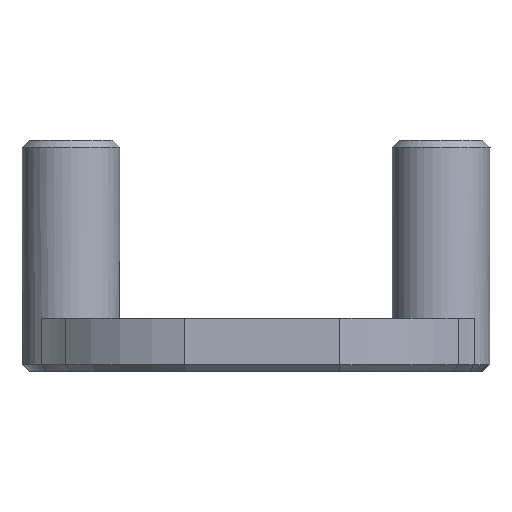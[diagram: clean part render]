
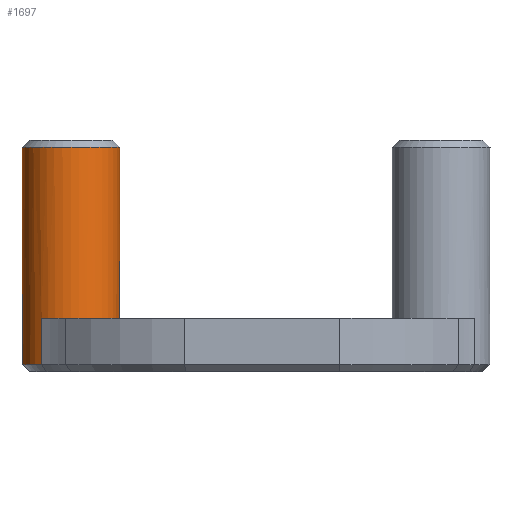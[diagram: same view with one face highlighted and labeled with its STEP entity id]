
A CAD part, left-side view. The second image highlights one B-rep face of the part: STEP entity #1697.
In plain terms, the highlighted cylindrical face has radius 2.75 mm (diameter 5.5 mm), a full revolution.
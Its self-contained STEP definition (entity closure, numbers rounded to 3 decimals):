
#34=CYLINDRICAL_SURFACE('',#1902,2.75);
#125=CIRCLE('',#1836,2.75);
#126=CIRCLE('',#1837,2.75);
#145=CIRCLE('',#1870,2.75);
#158=CIRCLE('',#1903,2.75);
#281=FACE_OUTER_BOUND('',#397,.T.);
#397=EDGE_LOOP('',(#1413,#1414,#1415,#1416,#1417,#1418,#1419,#1420));
#542=LINE('',#2931,#668);
#543=LINE('',#2935,#669);
#544=LINE('',#2936,#670);
#668=VECTOR('',#2366,10.);
#669=VECTOR('',#2371,2.75);
#670=VECTOR('',#2372,10.);
#784=VERTEX_POINT('',#2775);
#785=VERTEX_POINT('',#2777);
#786=VERTEX_POINT('',#2779);
#814=VERTEX_POINT('',#2871);
#815=VERTEX_POINT('',#2873);
#824=VERTEX_POINT('',#2933);
#959=EDGE_CURVE('',#785,#784,#125,.T.);
#960=EDGE_CURVE('',#786,#785,#126,.T.);
#1006=EDGE_CURVE('',#815,#814,#145,.T.);
#1035=EDGE_CURVE('',#814,#784,#542,.T.);
#1036=EDGE_CURVE('',#824,#824,#158,.T.);
#1037=EDGE_CURVE('',#824,#785,#543,.T.);
#1038=EDGE_CURVE('',#786,#815,#544,.T.);
#1413=ORIENTED_EDGE('',*,*,#1036,.F.);
#1414=ORIENTED_EDGE('',*,*,#1037,.T.);
#1415=ORIENTED_EDGE('',*,*,#959,.T.);
#1416=ORIENTED_EDGE('',*,*,#1035,.F.);
#1417=ORIENTED_EDGE('',*,*,#1006,.F.);
#1418=ORIENTED_EDGE('',*,*,#1038,.F.);
#1419=ORIENTED_EDGE('',*,*,#960,.T.);
#1420=ORIENTED_EDGE('',*,*,#1037,.F.);
#1697=ADVANCED_FACE('',(#281),#34,.T.);
#1836=AXIS2_PLACEMENT_3D('',#2778,#2193,#2194);
#1837=AXIS2_PLACEMENT_3D('',#2780,#2195,#2196);
#1870=AXIS2_PLACEMENT_3D('',#2875,#2286,#2287);
#1902=AXIS2_PLACEMENT_3D('',#2932,#2367,#2368);
#1903=AXIS2_PLACEMENT_3D('',#2934,#2369,#2370);
#2193=DIRECTION('center_axis',(0.,0.,
1.));
#2194=DIRECTION('ref_axis',(1.,0.,0.));
#2195=DIRECTION('center_axis',(0.,0.,
1.));
#2196=DIRECTION('ref_axis',(1.,0.,0.));
#2286=DIRECTION('center_axis',(0.,0.,
-1.));
#2287=DIRECTION('ref_axis',(-1.,0.,0.));
#2366=DIRECTION('',(0.,0.,1.));
#2367=DIRECTION('center_axis',(0.,0.,1.));
#2368=DIRECTION('ref_axis',(1.,0.,0.));
#2369=DIRECTION('center_axis',(0.,0.,1.));
#2370=DIRECTION('ref_axis',(1.,0.,0.));
#2371=DIRECTION('',(0.,0.,-1.));
#2372=DIRECTION('',(0.,0.,-1.));
#2775=CARTESIAN_POINT('',(-23.179,43.984,17.033));
#2777=CARTESIAN_POINT('',(-27.906,42.073,17.033));
#2778=CARTESIAN_POINT('Origin',(-25.156,42.073,17.033));
#2779=CARTESIAN_POINT('',(-27.355,43.723,17.033));
#2780=CARTESIAN_POINT('Origin',(-25.156,42.073,17.033));
#2871=CARTESIAN_POINT('',(-23.179,43.984,14.433));
#2873=CARTESIAN_POINT('',(-27.355,43.723,14.433));
#2875=CARTESIAN_POINT('Origin',(-25.156,42.073,14.433));
#2931=CARTESIAN_POINT('',(-23.179,43.984,19.033));
#2932=CARTESIAN_POINT('Origin',(-25.156,42.073,19.033));
#2933=CARTESIAN_POINT('',(-27.906,42.073,26.633));
#2934=CARTESIAN_POINT('Origin',(-25.156,42.073,26.633));
#2935=CARTESIAN_POINT('',(-27.906,42.073,19.033));
#2936=CARTESIAN_POINT('',(-27.355,43.723,19.033));
